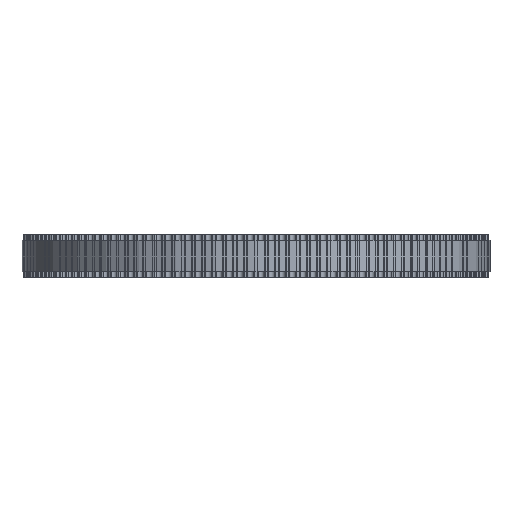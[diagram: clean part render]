
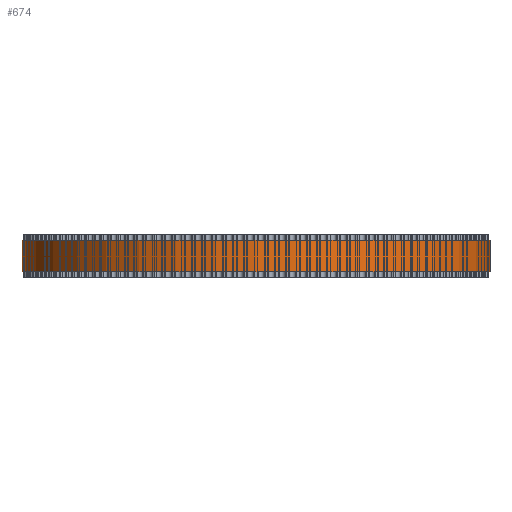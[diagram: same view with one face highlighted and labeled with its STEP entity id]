
A CAD part, front view. The second image highlights one B-rep face of the part: STEP entity #674.
In plain terms, the highlighted cylindrical face has radius 43.927 mm (diameter 87.854 mm), a full revolution.
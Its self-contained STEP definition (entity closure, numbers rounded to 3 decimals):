
#97=FACE_BOUND('',#2336,.T.);
#98=FACE_BOUND('',#2337,.T.);
#674=ADVANCED_FACE('',(#97,#98),#1227,.T.);
#1227=CYLINDRICAL_SURFACE('',#12287,43.927);
#2336=EDGE_LOOP('',(#6754));
#2337=EDGE_LOOP('',(#6755));
#6754=ORIENTED_EDGE('',*,*,#9518,.T.);
#6755=ORIENTED_EDGE('',*,*,#9519,.T.);
#7860=VERTEX_POINT('',#19480);
#7861=VERTEX_POINT('',#19482);
#9518=EDGE_CURVE('',#7860,#7860,#10624,.T.);
#9519=EDGE_CURVE('',#7861,#7861,#10625,.T.);
#10624=CIRCLE('',#12285,43.927);
#10625=CIRCLE('',#12286,43.927);
#12285=AXIS2_PLACEMENT_3D('',#19479,#16158,#16159);
#12286=AXIS2_PLACEMENT_3D('',#19481,#16160,#16161);
#12287=AXIS2_PLACEMENT_3D('',#19483,#16162,#16163);
#16158=DIRECTION('',(0.,0.,1.));
#16159=DIRECTION('',(1.,0.,0.));
#16160=DIRECTION('',(0.,0.,-1.));
#16161=DIRECTION('',(1.,0.,0.));
#16162=DIRECTION('',(0.,0.,1.));
#16163=DIRECTION('',(1.,0.,0.));
#19479=CARTESIAN_POINT('',(0.,0.,1.));
#19480=CARTESIAN_POINT('',(43.927,0.,1.));
#19481=CARTESIAN_POINT('',(0.,0.,7.));
#19482=CARTESIAN_POINT('',(43.927,0.,7.));
#19483=CARTESIAN_POINT('',(0.,0.,1.));
